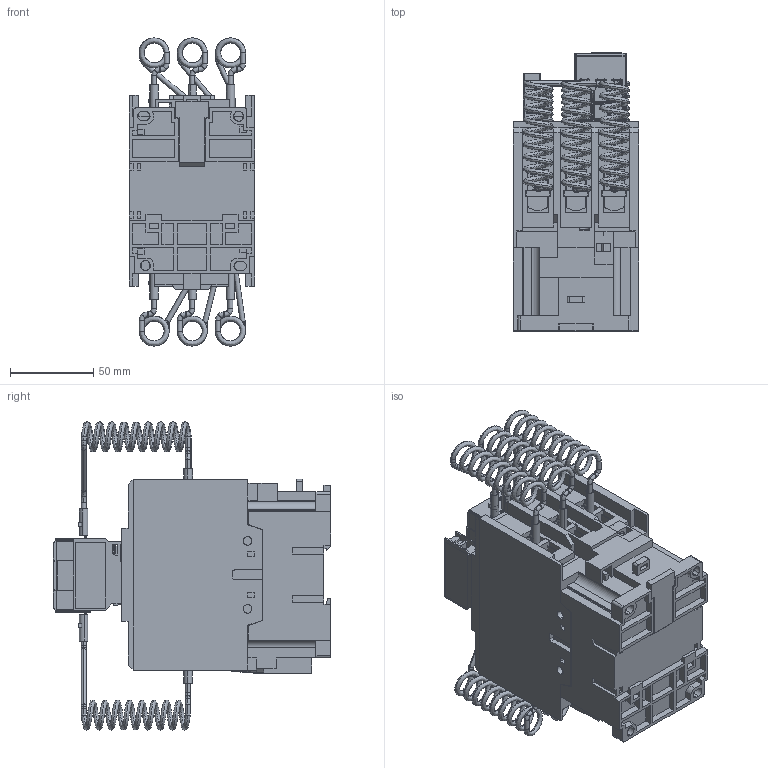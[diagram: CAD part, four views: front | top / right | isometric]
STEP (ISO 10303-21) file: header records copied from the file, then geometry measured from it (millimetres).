
FILE_DESCRIPTION((''),'2;1');
FILE_NAME('CEM_80_CN_ASM','2021-10-22T',('marketing.praksa'),('Audax d.o.o.'),'CREO PARAMETRIC BY PTC INC, 2017480','CREO PARAMETRIC BY PTC INC, 2017480','');
FILE_SCHEMA(('AUTOMOTIVE_DESIGN { 1 0 10303 214 1 1 1 1 }'));
Products named in the file (78): CWMC80_1_1_1_1; CWMC80_2_1_1_1; CWMC80_3_1_1_1; CWMC80_4_1_1_1; CWMC80_5_1_1_1; CWMC80_6_1_1_1; CWMC80_8_1_1_1; CWMC80_9_1_1_1; CWMC80_10_1_1_1; CWMC80_11_1_1_1; CWMC80_12_1_1_1; CWMC80_13_1_1_1; CWMC80_14_1_1_1; CWMC80_15_1_1_1; CWMC80_16_1_1_1; CWMC80_17_1_1_1; CWMC80_18_1_1_1; CWMC80_19_1_1_1; CWMC80_20_1_1_1; CWMC80_21_1_1_1; CWMC80_22_1_1_1; CWMC80_23_1_1_1; CWMC80_24_1_1_1; CWMC80_25_1_1_1; CWMC80_26_1_1_1; CWMC80_27_1_1_1; CWMC80_28_1_1_1; CWMC80_29_1_1_1; CWMC80_30_1_1_1; CWMC80_31_1_1_1; CWMC80_32_1_1_1; CWMC80_36_1_1_1; CWMC80_37_1_1_1; CWMC80_38_1_1_1; CWMC80_39_1_1_1; CWMC80_40_1_1_1; CWMC80_41_1_1_1; CWMC80_42_1_1_1; CWMC80_43_1_1_1; CWMC80_44_1_1_1 ...
Assembly tree (79 placements, depth 6):
  CEM_80_CN_ASM
    CWMC80_1_1_1_1
    CWMC80_2_1_1_1
    CWMC80_3_1_1_1
    CWMC80_4_1_1_1
    CWMC80_5_1_1_1
    CWMC80_6_1_1_1
    CWMC80_8_1_1_1
    CWMC80_9_1_1_1
    CWMC80_10_1_1_1
    CWMC80_11_1_1_1
    CWMC80_12_1_1_1
    CWMC80_13_1_1_1
    CWMC80_14_1_1_1
    CWMC80_15_1_1_1
    CWMC80_16_1_1_1
    CWMC80_17_1_1_1
    CWMC80_18_1_1_1
    CWMC80_19_1_1_1
    CWMC80_20_1_1_1
    CWMC80_21_1_1_1
    CWMC80_22_1_1_1
    CWMC80_23_1_1_1
    CWMC80_24_1_1_1
    CWMC80_25_1_1_1
    CWMC80_26_1_1_1
    CWMC80_27_1_1_1
    CWMC80_28_1_1_1
    CWMC80_29_1_1_1
    CWMC80_30_1_1_1
    CWMC80_31_1_1_1
    CWMC80_32_1_1_1
    CWMC80_36_1_1_1
    CWMC80_37_1_1_1
    CWMC80_38_1_1_1
    CWMC80_39_1_1_1
    CWMC80_40_1_1_1
    CWMC80_41_1_1_1
    CWMC80_42_1_1_1
    CWMC80_43_1_1_1
    CWMC80_44_1_1_1
    OPEN_CASCADE_STEP_TRANSLATOR_47
    OPEN_CASCADE_STEP_TRANSLA-34_16
    OPEN_CASCADE_STEP_TRANSLA-35_16
    OPEN_CASCADE_STEP_TRANSLA-36_22
    OPEN_CASCADE_STEP_TRANSLA-36_23
    CWMC80_45_1_1_1
    PRT9565
    004651100_CEM95_00_24V_50-60HZ_ASM
      CEM95_105_ASM_1_ASM
        CEM95_105_1
        COVER_1
        PRT0060_1_ASM
          PRT0060_1_1
          PRT0060_1_2
          PRT0060_1_3
        ASM00016_ASM_1_ASM  x3
          22XWHOLERCON_1_ASM
            22XWHOLERCON_1_1
            22XWHOLERCON_1_2
Bounding box: 75.35 x 167.2 x 185.33 mm (x, y, z)
Volume: 933588.2 mm3; surface area: 199124.2 mm2
Topology: 75 solids, 95 shells, 4716 faces, 12405 edges, 7800 vertices
Faces by surface type: plane 2535, cylinder 1372, bspline 351, sphere 180, torus 179, extrusion 56, cone 43
Entity records: 422129 total; most frequent: CARTESIAN_POINT 253349, ORIENTED_EDGE 23458, DIRECTION 21580, PRESENTATION_STYLE_ASSIGNMENT 14371, STYLED_ITEM 14371, EDGE_CURVE 11826, CURVE_STYLE 11481, VERTEX_POINT 7544
